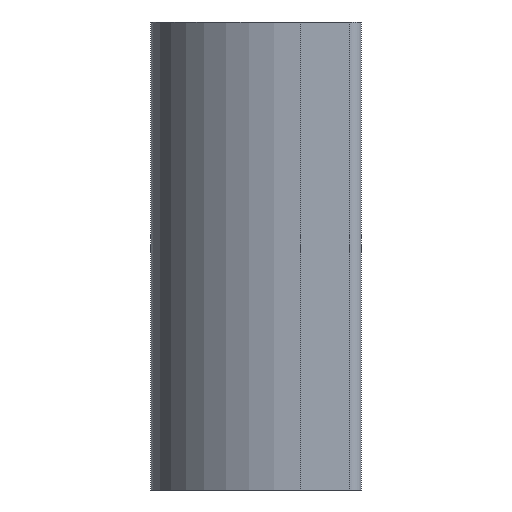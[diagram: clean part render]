
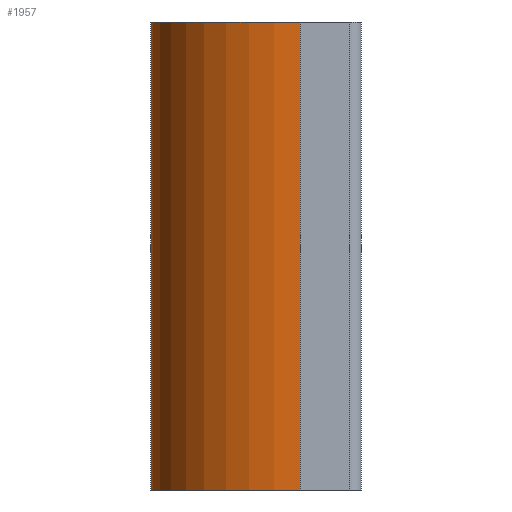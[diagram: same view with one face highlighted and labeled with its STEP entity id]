
A CAD part, left-side view. The second image highlights one B-rep face of the part: STEP entity #1957.
In plain terms, the highlighted cylindrical face has radius 32 mm (diameter 64 mm), a partial arc.
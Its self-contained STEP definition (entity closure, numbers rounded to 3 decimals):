
#158=FACE_OUTER_BOUND('',#258,.T.);
#258=EDGE_LOOP('',(#1586,#1587,#1588,#1589));
#446=LINE('',#3293,#636);
#447=LINE('',#3296,#637);
#636=VECTOR('',#2704,100.);
#637=VECTOR('',#2707,100.);
#748=CIRCLE('',#2151,32.);
#749=CIRCLE('',#2152,32.);
#934=VERTEX_POINT('',#3289);
#935=VERTEX_POINT('',#3290);
#936=VERTEX_POINT('',#3292);
#937=VERTEX_POINT('',#3294);
#1212=EDGE_CURVE('',#934,#935,#748,.T.);
#1213=EDGE_CURVE('',#934,#936,#446,.T.);
#1214=EDGE_CURVE('',#937,#936,#749,.T.);
#1215=EDGE_CURVE('',#935,#937,#447,.T.);
#1586=ORIENTED_EDGE('',*,*,#1212,.F.);
#1587=ORIENTED_EDGE('',*,*,#1213,.T.);
#1588=ORIENTED_EDGE('',*,*,#1214,.F.);
#1589=ORIENTED_EDGE('',*,*,#1215,.F.);
#1866=CYLINDRICAL_SURFACE('',#2150,32.);
#1957=ADVANCED_FACE('',(#158),#1866,.T.);
#2150=AXIS2_PLACEMENT_3D('',#3288,#2700,#2701);
#2151=AXIS2_PLACEMENT_3D('',#3291,#2702,#2703);
#2152=AXIS2_PLACEMENT_3D('',#3295,#2705,#2706);
#2700=DIRECTION('center_axis',(0.,0.,1.));
#2701=DIRECTION('ref_axis',(0.,-1.,0.));
#2702=DIRECTION('center_axis',(0.,0.,1.));
#2703=DIRECTION('ref_axis',(0.,-1.,0.));
#2704=DIRECTION('',(0.,0.,-1.));
#2705=DIRECTION('center_axis',(0.,0.,-1.));
#2706=DIRECTION('ref_axis',(0.,-1.,0.));
#2707=DIRECTION('',(0.,0.,-1.));
#3288=CARTESIAN_POINT('Origin',(9.5,-9.5,0.));
#3289=CARTESIAN_POINT('',(9.5,22.5,100.));
#3290=CARTESIAN_POINT('',(-22.5,-9.5,100.));
#3291=CARTESIAN_POINT('Origin',(9.5,-9.5,100.));
#3292=CARTESIAN_POINT('',(9.5,22.5,0.));
#3293=CARTESIAN_POINT('',(9.5,22.5,0.));
#3294=CARTESIAN_POINT('',(-22.5,-9.5,0.));
#3295=CARTESIAN_POINT('Origin',(9.5,-9.5,0.));
#3296=CARTESIAN_POINT('',(-22.5,-9.5,0.));
